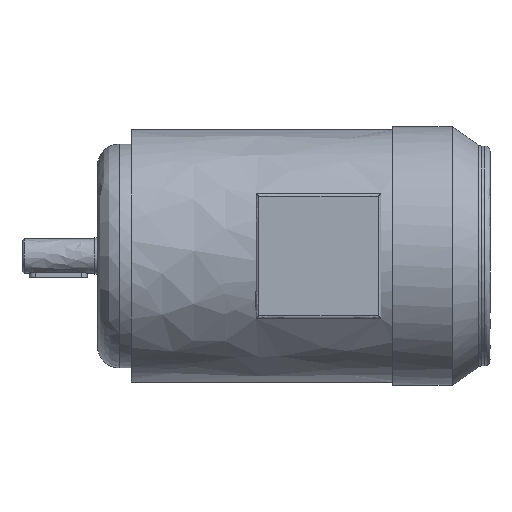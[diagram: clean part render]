
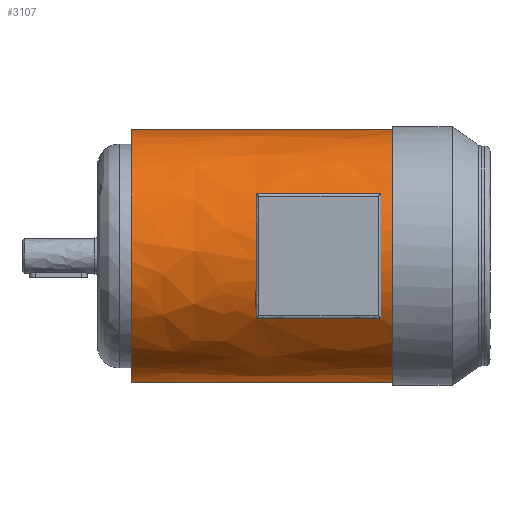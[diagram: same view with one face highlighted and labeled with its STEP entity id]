
A CAD part, front view. The second image highlights one B-rep face of the part: STEP entity #3107.
In plain terms, the highlighted free-form (B-spline) face has degree [3, 1] with [4, 2] control points.
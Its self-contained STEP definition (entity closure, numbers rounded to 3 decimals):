
#3107 = ADVANCED_FACE('',(#3108,#3179),#3121,.T.);
#3108 = FACE_BOUND('',#3109,.T.);
#3109 = EDGE_LOOP('',(#3110,#3135,#3151,#3165));
#3110 = ORIENTED_EDGE('',*,*,#3111,.T.);
#3111 = EDGE_CURVE('',#3112,#3114,#3116,.T.);
#3112 = VERTEX_POINT('',#3113);
#3113 = CARTESIAN_POINT('',(25.,0.,-87.));
#3114 = VERTEX_POINT('',#3115);
#3115 = CARTESIAN_POINT('',(205.,0.,-87.));
#3116 = SURFACE_CURVE('',#3117,(#3120),.PCURVE_S1.);
#3117 = B_SPLINE_CURVE_WITH_KNOTS('',1,(#3118,#3119),.UNSPECIFIED.,.F.,
  .F.,(2,2),(-0.492,-0.312),.PIECEWISE_BEZIER_KNOTS.);
#3118 = CARTESIAN_POINT('',(25.,0.,-87.));
#3119 = CARTESIAN_POINT('',(205.,0.,-87.));
#3120 = PCURVE('',#3121,#3130);
#3121 = ( BOUNDED_SURFACE() B_SPLINE_SURFACE(3,1,(
    (#3122,#3123)
    ,(#3124,#3125)
    ,(#3126,#3127)
    ,(#3128,#3129
)),.UNSPECIFIED.,.F.,.F.,.F.) B_SPLINE_SURFACE_WITH_KNOTS((4,4),(2,2),(
    0.,1.),(0.,1.),.PIECEWISE_BEZIER_KNOTS.) 
GEOMETRIC_REPRESENTATION_ITEM() RATIONAL_B_SPLINE_SURFACE((
    (1.,1.)
    ,(0.333,0.333)
    ,(0.333,0.333)
,(1.,1.))) REPRESENTATION_ITEM('') SURFACE() );
#3122 = CARTESIAN_POINT('',(205.,0.,-87.));
#3123 = CARTESIAN_POINT('',(25.,0.,-87.));
#3124 = CARTESIAN_POINT('',(205.,-174.,-87.));
#3125 = CARTESIAN_POINT('',(25.,-174.,-87.));
#3126 = CARTESIAN_POINT('',(205.,-174.,87.));
#3127 = CARTESIAN_POINT('',(25.,-174.,87.));
#3128 = CARTESIAN_POINT('',(205.,0.,87.));
#3129 = CARTESIAN_POINT('',(25.,0.,87.));
#3130 = DEFINITIONAL_REPRESENTATION('',(#3131),#3134);
#3131 = B_SPLINE_CURVE_WITH_KNOTS('',1,(#3132,#3133),.UNSPECIFIED.,.F.,
  .F.,(2,2),(-0.492,-0.312),.PIECEWISE_BEZIER_KNOTS.);
#3132 = CARTESIAN_POINT('',(0.,1.));
#3133 = CARTESIAN_POINT('',(0.,0.));
#3134 = ( GEOMETRIC_REPRESENTATION_CONTEXT(2) 
PARAMETRIC_REPRESENTATION_CONTEXT() REPRESENTATION_CONTEXT('2D SPACE',''
  ) );
#3135 = ORIENTED_EDGE('',*,*,#3136,.T.);
#3136 = EDGE_CURVE('',#3114,#3137,#3139,.T.);
#3137 = VERTEX_POINT('',#3138);
#3138 = CARTESIAN_POINT('',(205.,0.,87.));
#3139 = SURFACE_CURVE('',#3140,(#3145),.PCURVE_S1.);
#3140 = ( BOUNDED_CURVE() B_SPLINE_CURVE(3,(#3141,#3142,#3143,#3144),
.UNSPECIFIED.,.F.,.F.) B_SPLINE_CURVE_WITH_KNOTS((4,4),(3.142,
6.283),.PIECEWISE_BEZIER_KNOTS.) CURVE() 
GEOMETRIC_REPRESENTATION_ITEM() RATIONAL_B_SPLINE_CURVE((1.,
0.333,0.333,1.)) REPRESENTATION_ITEM('') );
#3141 = CARTESIAN_POINT('',(205.,0.,-87.));
#3142 = CARTESIAN_POINT('',(205.,-174.,-87.));
#3143 = CARTESIAN_POINT('',(205.,-174.,87.));
#3144 = CARTESIAN_POINT('',(205.,0.,87.));
#3145 = PCURVE('',#3121,#3146);
#3146 = DEFINITIONAL_REPRESENTATION('',(#3147),#3150);
#3147 = B_SPLINE_CURVE_WITH_KNOTS('',1,(#3148,#3149),.UNSPECIFIED.,.F.,
  .F.,(2,2),(3.142,6.283),.PIECEWISE_BEZIER_KNOTS.);
#3148 = CARTESIAN_POINT('',(0.,0.));
#3149 = CARTESIAN_POINT('',(1.,0.));
#3150 = ( GEOMETRIC_REPRESENTATION_CONTEXT(2) 
PARAMETRIC_REPRESENTATION_CONTEXT() REPRESENTATION_CONTEXT('2D SPACE',''
  ) );
#3151 = ORIENTED_EDGE('',*,*,#3152,.T.);
#3152 = EDGE_CURVE('',#3137,#3153,#3155,.T.);
#3153 = VERTEX_POINT('',#3154);
#3154 = CARTESIAN_POINT('',(25.,0.,87.));
#3155 = SURFACE_CURVE('',#3156,(#3159),.PCURVE_S1.);
#3156 = B_SPLINE_CURVE_WITH_KNOTS('',1,(#3157,#3158),.UNSPECIFIED.,.F.,
  .F.,(2,2),(0.312,0.492),.PIECEWISE_BEZIER_KNOTS.);
#3157 = CARTESIAN_POINT('',(205.,0.,87.));
#3158 = CARTESIAN_POINT('',(25.,0.,87.));
#3159 = PCURVE('',#3121,#3160);
#3160 = DEFINITIONAL_REPRESENTATION('',(#3161),#3164);
#3161 = B_SPLINE_CURVE_WITH_KNOTS('',1,(#3162,#3163),.UNSPECIFIED.,.F.,
  .F.,(2,2),(0.312,0.492),.PIECEWISE_BEZIER_KNOTS.);
#3162 = CARTESIAN_POINT('',(1.,0.));
#3163 = CARTESIAN_POINT('',(1.,1.));
#3164 = ( GEOMETRIC_REPRESENTATION_CONTEXT(2) 
PARAMETRIC_REPRESENTATION_CONTEXT() REPRESENTATION_CONTEXT('2D SPACE',''
  ) );
#3165 = ORIENTED_EDGE('',*,*,#3166,.T.);
#3166 = EDGE_CURVE('',#3153,#3112,#3167,.T.);
#3167 = SURFACE_CURVE('',#3168,(#3173),.PCURVE_S1.);
#3168 = ( BOUNDED_CURVE() B_SPLINE_CURVE(3,(#3169,#3170,#3171,#3172),
.UNSPECIFIED.,.F.,.F.) B_SPLINE_CURVE_WITH_KNOTS((4,4),(-6.283,
-3.142),.PIECEWISE_BEZIER_KNOTS.) CURVE() 
GEOMETRIC_REPRESENTATION_ITEM() RATIONAL_B_SPLINE_CURVE((1.,
0.333,0.333,1.)) REPRESENTATION_ITEM('') );
#3169 = CARTESIAN_POINT('',(25.,0.,87.));
#3170 = CARTESIAN_POINT('',(25.,-174.,87.));
#3171 = CARTESIAN_POINT('',(25.,-174.,-87.));
#3172 = CARTESIAN_POINT('',(25.,0.,-87.));
#3173 = PCURVE('',#3121,#3174);
#3174 = DEFINITIONAL_REPRESENTATION('',(#3175),#3178);
#3175 = B_SPLINE_CURVE_WITH_KNOTS('',1,(#3176,#3177),.UNSPECIFIED.,.F.,
  .F.,(2,2),(-6.283,-3.142),.PIECEWISE_BEZIER_KNOTS.);
#3176 = CARTESIAN_POINT('',(1.,1.));
#3177 = CARTESIAN_POINT('',(0.,1.));
#3178 = ( GEOMETRIC_REPRESENTATION_CONTEXT(2) 
PARAMETRIC_REPRESENTATION_CONTEXT() REPRESENTATION_CONTEXT('2D SPACE',''
  ) );
#3179 = FACE_BOUND('',#3180,.T.);
#3180 = EDGE_LOOP('',(#3181,#3199,#3213,#3229));
#3181 = ORIENTED_EDGE('',*,*,#3182,.T.);
#3182 = EDGE_CURVE('',#3183,#3185,#3187,.T.);
#3183 = VERTEX_POINT('',#3184);
#3184 = CARTESIAN_POINT('',(111.,-75.631,-43.));
#3185 = VERTEX_POINT('',#3186);
#3186 = CARTESIAN_POINT('',(111.,-75.631,43.));
#3187 = SURFACE_CURVE('',#3188,(#3193),.PCURVE_S1.);
#3188 = ( BOUNDED_CURVE() B_SPLINE_CURVE(3,(#3189,#3190,#3191,#3192),
.UNSPECIFIED.,.F.,.F.) B_SPLINE_CURVE_WITH_KNOTS((4,4),(-5.229,
-4.195),.PIECEWISE_BEZIER_KNOTS.) CURVE() 
GEOMETRIC_REPRESENTATION_ITEM() RATIONAL_B_SPLINE_CURVE((1.,
0.913,0.913,1.)) REPRESENTATION_ITEM('') );
#3189 = CARTESIAN_POINT('',(111.,-75.631,-43.));
#3190 = CARTESIAN_POINT('',(111.,-91.151,-15.701));
#3191 = CARTESIAN_POINT('',(111.,-91.151,15.701));
#3192 = CARTESIAN_POINT('',(111.,-75.631,43.));
#3193 = PCURVE('',#3121,#3194);
#3194 = DEFINITIONAL_REPRESENTATION('',(#3195),#3198);
#3195 = B_SPLINE_CURVE_WITH_KNOTS('',1,(#3196,#3197),.UNSPECIFIED.,.F.,
  .F.,(2,2),(-5.229,-4.195),.PIECEWISE_BEZIER_KNOTS.);
#3196 = CARTESIAN_POINT('',(0.368,0.522));
#3197 = CARTESIAN_POINT('',(0.632,0.522));
#3198 = ( GEOMETRIC_REPRESENTATION_CONTEXT(2) 
PARAMETRIC_REPRESENTATION_CONTEXT() REPRESENTATION_CONTEXT('2D SPACE',''
  ) );
#3199 = ORIENTED_EDGE('',*,*,#3200,.T.);
#3200 = EDGE_CURVE('',#3185,#3201,#3203,.T.);
#3201 = VERTEX_POINT('',#3202);
#3202 = CARTESIAN_POINT('',(197.,-75.631,43.));
#3203 = SURFACE_CURVE('',#3204,(#3207),.PCURVE_S1.);
#3204 = B_SPLINE_CURVE_WITH_KNOTS('',1,(#3205,#3206),.UNSPECIFIED.,.F.,
  .F.,(2,2),(-0.406,-0.32),.PIECEWISE_BEZIER_KNOTS.);
#3205 = CARTESIAN_POINT('',(111.,-75.631,43.));
#3206 = CARTESIAN_POINT('',(197.,-75.631,43.));
#3207 = PCURVE('',#3121,#3208);
#3208 = DEFINITIONAL_REPRESENTATION('',(#3209),#3212);
#3209 = B_SPLINE_CURVE_WITH_KNOTS('',1,(#3210,#3211),.UNSPECIFIED.,.F.,
  .F.,(2,2),(-0.406,-0.32),.PIECEWISE_BEZIER_KNOTS.);
#3210 = CARTESIAN_POINT('',(0.632,0.522));
#3211 = CARTESIAN_POINT('',(0.632,0.044));
#3212 = ( GEOMETRIC_REPRESENTATION_CONTEXT(2) 
PARAMETRIC_REPRESENTATION_CONTEXT() REPRESENTATION_CONTEXT('2D SPACE',''
  ) );
#3213 = ORIENTED_EDGE('',*,*,#3214,.T.);
#3214 = EDGE_CURVE('',#3201,#3215,#3217,.T.);
#3215 = VERTEX_POINT('',#3216);
#3216 = CARTESIAN_POINT('',(197.,-75.631,-43.));
#3217 = SURFACE_CURVE('',#3218,(#3223),.PCURVE_S1.);
#3218 = ( BOUNDED_CURVE() B_SPLINE_CURVE(3,(#3219,#3220,#3221,#3222),
.UNSPECIFIED.,.F.,.F.) B_SPLINE_CURVE_WITH_KNOTS((4,4),(-5.229,
-4.195),.PIECEWISE_BEZIER_KNOTS.) CURVE() 
GEOMETRIC_REPRESENTATION_ITEM() RATIONAL_B_SPLINE_CURVE((1.,
0.913,0.913,1.)) REPRESENTATION_ITEM('') );
#3219 = CARTESIAN_POINT('',(197.,-75.631,43.));
#3220 = CARTESIAN_POINT('',(197.,-91.151,15.701));
#3221 = CARTESIAN_POINT('',(197.,-91.151,-15.701));
#3222 = CARTESIAN_POINT('',(197.,-75.631,-43.));
#3223 = PCURVE('',#3121,#3224);
#3224 = DEFINITIONAL_REPRESENTATION('',(#3225),#3228);
#3225 = B_SPLINE_CURVE_WITH_KNOTS('',1,(#3226,#3227),.UNSPECIFIED.,.F.,
  .F.,(2,2),(-5.229,-4.195),.PIECEWISE_BEZIER_KNOTS.);
#3226 = CARTESIAN_POINT('',(0.632,0.044));
#3227 = CARTESIAN_POINT('',(0.368,0.044));
#3228 = ( GEOMETRIC_REPRESENTATION_CONTEXT(2) 
PARAMETRIC_REPRESENTATION_CONTEXT() REPRESENTATION_CONTEXT('2D SPACE',''
  ) );
#3229 = ORIENTED_EDGE('',*,*,#3230,.T.);
#3230 = EDGE_CURVE('',#3215,#3183,#3231,.T.);
#3231 = SURFACE_CURVE('',#3232,(#3235),.PCURVE_S1.);
#3232 = B_SPLINE_CURVE_WITH_KNOTS('',1,(#3233,#3234),.UNSPECIFIED.,.F.,
  .F.,(2,2),(0.32,0.406),.PIECEWISE_BEZIER_KNOTS.);
#3233 = CARTESIAN_POINT('',(197.,-75.631,-43.));
#3234 = CARTESIAN_POINT('',(111.,-75.631,-43.));
#3235 = PCURVE('',#3121,#3236);
#3236 = DEFINITIONAL_REPRESENTATION('',(#3237),#3240);
#3237 = B_SPLINE_CURVE_WITH_KNOTS('',1,(#3238,#3239),.UNSPECIFIED.,.F.,
  .F.,(2,2),(0.32,0.406),.PIECEWISE_BEZIER_KNOTS.);
#3238 = CARTESIAN_POINT('',(0.368,0.044));
#3239 = CARTESIAN_POINT('',(0.368,0.522));
#3240 = ( GEOMETRIC_REPRESENTATION_CONTEXT(2) 
PARAMETRIC_REPRESENTATION_CONTEXT() REPRESENTATION_CONTEXT('2D SPACE',''
  ) );
